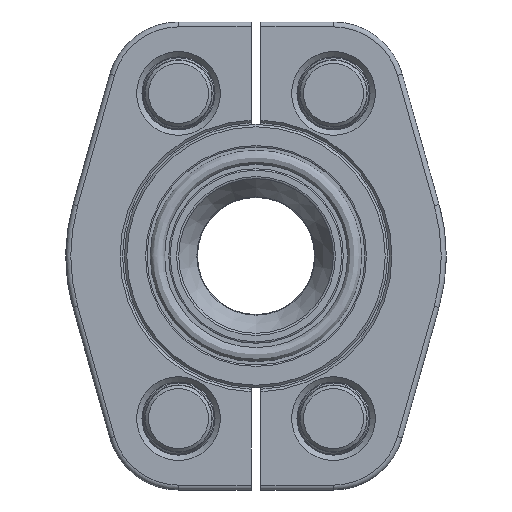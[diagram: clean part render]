
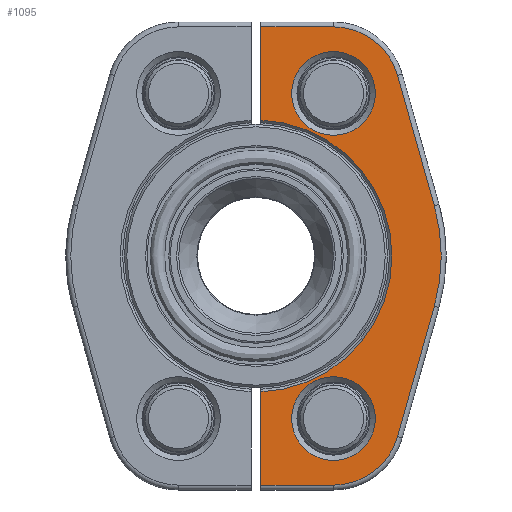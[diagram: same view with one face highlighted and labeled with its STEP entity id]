
A CAD part, left-side view. The second image highlights one B-rep face of the part: STEP entity #1095.
In plain terms, the highlighted face is planar.
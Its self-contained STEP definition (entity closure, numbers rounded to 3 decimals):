
#812=LINE('',#3198,#864);
#813=LINE('',#3201,#865);
#814=LINE('',#3205,#866);
#815=LINE('',#3209,#867);
#816=LINE('',#3213,#868);
#817=LINE('',#3215,#869);
#864=VECTOR('',#2668,1.);
#865=VECTOR('',#2669,1.);
#866=VECTOR('',#2672,1.);
#867=VECTOR('',#2675,1.);
#868=VECTOR('',#2678,1.);
#869=VECTOR('',#2679,1.);
#1095=ADVANCED_FACE('',(#1237,#1238,#1239),#1163,.T.);
#1163=PLANE('',#2298);
#1237=FACE_BOUND('',#1346,.T.);
#1238=FACE_BOUND('',#1347,.T.);
#1239=FACE_BOUND('',#1348,.T.);
#1346=EDGE_LOOP('',(#1580,#1581,#1582,#1583,#1584,#1585,#1586,#1587,#1588,
#1589));
#1347=EDGE_LOOP('',(#1590));
#1348=EDGE_LOOP('',(#1591));
#1580=ORIENTED_EDGE('',*,*,#1996,.F.);
#1581=ORIENTED_EDGE('',*,*,#1997,.T.);
#1582=ORIENTED_EDGE('',*,*,#1998,.T.);
#1583=ORIENTED_EDGE('',*,*,#1999,.T.);
#1584=ORIENTED_EDGE('',*,*,#2000,.T.);
#1585=ORIENTED_EDGE('',*,*,#2001,.T.);
#1586=ORIENTED_EDGE('',*,*,#2002,.T.);
#1587=ORIENTED_EDGE('',*,*,#2003,.T.);
#1588=ORIENTED_EDGE('',*,*,#2004,.F.);
#1589=ORIENTED_EDGE('',*,*,#2005,.T.);
#1590=ORIENTED_EDGE('',*,*,#2006,.T.);
#1591=ORIENTED_EDGE('',*,*,#2007,.T.);
#1852=VERTEX_POINT('',#3199);
#1853=VERTEX_POINT('',#3200);
#1854=VERTEX_POINT('',#3202);
#1855=VERTEX_POINT('',#3204);
#1856=VERTEX_POINT('',#3206);
#1857=VERTEX_POINT('',#3208);
#1858=VERTEX_POINT('',#3210);
#1859=VERTEX_POINT('',#3212);
#1860=VERTEX_POINT('',#3214);
#1861=VERTEX_POINT('',#3216);
#1862=VERTEX_POINT('',#3219);
#1863=VERTEX_POINT('',#3221);
#1996=EDGE_CURVE('',#1852,#1853,#812,.T.);
#1997=EDGE_CURVE('',#1852,#1854,#813,.T.);
#1998=EDGE_CURVE('',#1854,#1855,#2126,.T.);
#1999=EDGE_CURVE('',#1855,#1856,#814,.T.);
#2000=EDGE_CURVE('',#1856,#1857,#2127,.T.);
#2001=EDGE_CURVE('',#1857,#1858,#815,.T.);
#2002=EDGE_CURVE('',#1858,#1859,#2128,.T.);
#2003=EDGE_CURVE('',#1859,#1860,#816,.T.);
#2004=EDGE_CURVE('',#1861,#1860,#817,.T.);
#2005=EDGE_CURVE('',#1861,#1853,#2129,.T.);
#2006=EDGE_CURVE('',#1862,#1862,#2130,.T.);
#2007=EDGE_CURVE('',#1863,#1863,#2131,.T.);
#2126=CIRCLE('',#2292,13.65);
#2127=CIRCLE('',#2293,38.);
#2128=CIRCLE('',#2294,13.65);
#2129=CIRCLE('',#2295,27.875);
#2130=CIRCLE('',#2296,8.6);
#2131=CIRCLE('',#2297,8.6);
#2292=AXIS2_PLACEMENT_3D('',#3203,#2670,#2671);
#2293=AXIS2_PLACEMENT_3D('',#3207,#2673,#2674);
#2294=AXIS2_PLACEMENT_3D('',#3211,#2676,#2677);
#2295=AXIS2_PLACEMENT_3D('',#3217,#2680,#2681);
#2296=AXIS2_PLACEMENT_3D('',#3218,#2682,#2683);
#2297=AXIS2_PLACEMENT_3D('',#3220,#2684,#2685);
#2298=AXIS2_PLACEMENT_3D('',#3222,#2686,#2687);
#2668=DIRECTION('',(-1.,0.,0.));
#2669=DIRECTION('',(0.,-1.,0.));
#2670=DIRECTION('',(0.,0.,-1.));
#2671=DIRECTION('',(-1.,0.,0.));
#2672=DIRECTION('',(-0.963,-0.271,0.));
#2673=DIRECTION('',(0.,0.,-1.));
#2674=DIRECTION('',(-1.,0.,0.));
#2675=DIRECTION('',(-0.963,0.271,0.));
#2676=DIRECTION('',(0.,0.,-1.));
#2677=DIRECTION('',(-1.,0.,0.));
#2678=DIRECTION('',(0.,1.,0.));
#2679=DIRECTION('',(-1.,0.,0.));
#2680=DIRECTION('',(0.,0.,1.));
#2681=DIRECTION('',(-1.,0.,0.));
#2682=DIRECTION('',(0.,0.,1.));
#2683=DIRECTION('',(-1.,0.,0.));
#2684=DIRECTION('',(0.,0.,1.));
#2685=DIRECTION('',(-1.,0.,0.));
#2686=DIRECTION('',(0.,0.,-1.));
#2687=DIRECTION('',(-1.,0.,0.));
#3198=CARTESIAN_POINT('',(54.,-1.,0.));
#3199=CARTESIAN_POINT('',(47.,-1.,0.));
#3200=CARTESIAN_POINT('',(27.857,-1.,0.));
#3201=CARTESIAN_POINT('',(47.,-15.9,0.));
#3202=CARTESIAN_POINT('',(47.,-15.9,0.));
#3203=CARTESIAN_POINT('',(33.35,-15.9,0.));
#3204=CARTESIAN_POINT('',(37.053,-29.038,0.));
#3205=CARTESIAN_POINT('',(37.053,-29.038,0.));
#3206=CARTESIAN_POINT('',(10.307,-36.575,0.));
#3207=CARTESIAN_POINT('',(0.,0.,0.));
#3208=CARTESIAN_POINT('',(-10.307,-36.575,0.));
#3209=CARTESIAN_POINT('',(24.74,-46.452,0.));
#3210=CARTESIAN_POINT('',(-37.053,-29.038,0.));
#3211=CARTESIAN_POINT('',(-33.35,-15.9,0.));
#3212=CARTESIAN_POINT('',(-47.,-15.9,0.));
#3213=CARTESIAN_POINT('',(-47.,-15.9,0.));
#3214=CARTESIAN_POINT('',(-47.,-1.,0.));
#3215=CARTESIAN_POINT('',(54.,-1.,0.));
#3216=CARTESIAN_POINT('',(-27.857,-1.,0.));
#3217=CARTESIAN_POINT('',(0.,0.,0.));
#3218=CARTESIAN_POINT('',(-33.35,-15.9,0.));
#3219=CARTESIAN_POINT('',(-41.95,-15.9,0.));
#3220=CARTESIAN_POINT('',(33.35,-15.9,0.));
#3221=CARTESIAN_POINT('',(24.75,-15.9,0.));
#3222=CARTESIAN_POINT('',(33.35,-15.9,0.));
